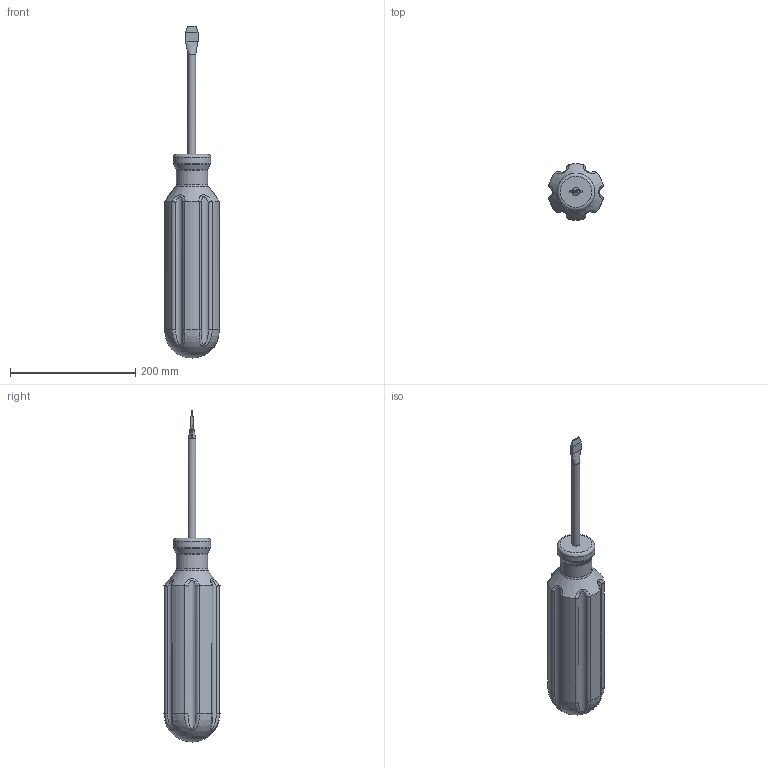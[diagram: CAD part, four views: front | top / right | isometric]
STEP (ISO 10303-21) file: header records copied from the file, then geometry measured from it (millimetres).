
FILE_DESCRIPTION(/* description */ (''),/* implementation_level */ '2;1');
FILE_NAME(/* name */ 'Part1.stp',/* time_stamp */ '2023-11-29T22:46:16+05:00',/* author */ ('gzb'),/* organization */ (''),/* preprocessor_version */ 'ST-DEVELOPER v17',/* originating_system */ 'Autodesk Inventor 2019',/* authorisation */ '');
FILE_SCHEMA (('AUTOMOTIVE_DESIGN { 1 0 10303 214 3 1 1 }'));
Length unit declared in the file: millimetre
Products named in the file (1): Part1
Bounding box: 87.07 x 89.7 x 530 mm (x, y, z)
Volume: 1607056.5 mm3; surface area: 101911.3 mm2
Topology: 1 solids, 1 shells, 60 faces, 162 edges, 104 vertices
Faces by surface type: cylinder 27, bspline 16, plane 10, torus 4, cone 2, sphere 1
Full cylindrical faces by diameter (mm): 12.5 x1, 50 x1, 60 x1
Entity records: 3447 total; most frequent: CARTESIAN_POINT 1925, ORIENTED_EDGE 322, DIRECTION 256, EDGE_CURVE 161, VERTEX_POINT 104, AXIS2_PLACEMENT_3D 100, EDGE_LOOP 61, FACE_OUTER_BOUND 60
